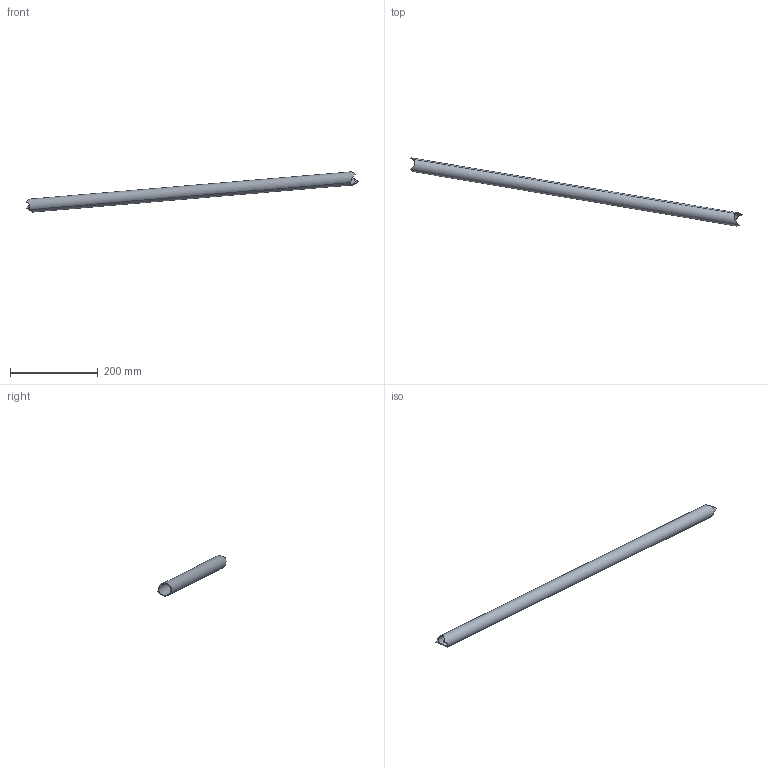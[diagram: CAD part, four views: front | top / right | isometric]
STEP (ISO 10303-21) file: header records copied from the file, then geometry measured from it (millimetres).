
FILE_DESCRIPTION(('STEP AP214'),'1');
FILE_NAME('27.stp','2018-12-06T12:34:33',(' '),(' '),'Spatial InterOp 3D',' ',' ');
FILE_SCHEMA(('automotive_design'));
Length unit declared in the file: metre
Products named in the file (1): Corps1
Bounding box: 755.62 x 155.11 x 91.45 mm (x, y, z)
Volume: 100261.3 mm3; surface area: 134164 mm2
Topology: 1 solids, 1 shells, 10 faces, 42 edges, 32 vertices
Faces by surface type: cylinder 10
Entity records: 1062 total; most frequent: CARTESIAN_POINT 622, ORIENTED_EDGE 84, DIRECTION 58, EDGE_CURVE 42, VERTEX_POINT 32, AXIS2_PLACEMENT_3D 25, B_SPLINE_CURVE_WITH_KNOTS 20, ELLIPSE 14
